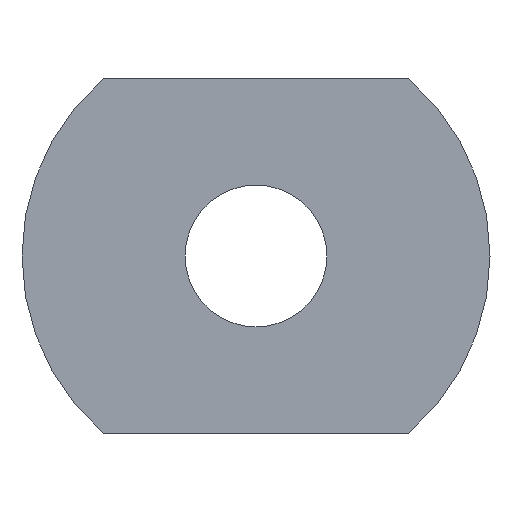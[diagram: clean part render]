
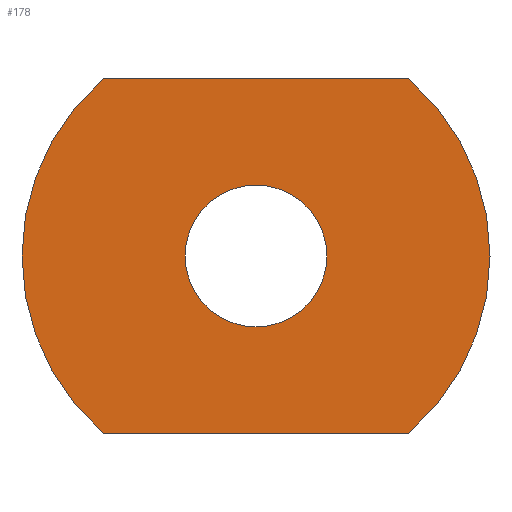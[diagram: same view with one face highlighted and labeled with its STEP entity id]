
A CAD part, left-side view. The second image highlights one B-rep face of the part: STEP entity #178.
In plain terms, the highlighted planar face has unit normal (-1, 0, 0).
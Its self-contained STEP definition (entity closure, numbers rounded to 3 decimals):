
#22 = VERTEX_POINT('',#23);
#23 = CARTESIAN_POINT('',(-25.,-2.154,2.5));
#41 = VERTEX_POINT('',#42);
#42 = CARTESIAN_POINT('',(-25.,-2.154,-2.5));
#48 = EDGE_CURVE('',#22,#41,#49,.T.);
#49 = CIRCLE('',#50,3.3);
#50 = AXIS2_PLACEMENT_3D('',#51,#52,#53);
#51 = CARTESIAN_POINT('',(-25.,0.,0.));
#52 = DIRECTION('',(1.,0.,0.));
#53 = DIRECTION('',(0.,1.,0.));
#73 = VERTEX_POINT('',#74);
#74 = CARTESIAN_POINT('',(-25.,2.154,-2.5));
#80 = EDGE_CURVE('',#41,#73,#81,.T.);
#81 = LINE('',#82,#83);
#82 = CARTESIAN_POINT('',(-25.,-2.154,-2.5));
#83 = VECTOR('',#84,1.);
#84 = DIRECTION('',(0.,1.,0.));
#105 = VERTEX_POINT('',#106);
#106 = CARTESIAN_POINT('',(-25.,2.154,2.5));
#112 = EDGE_CURVE('',#73,#105,#113,.T.);
#113 = CIRCLE('',#114,3.3);
#114 = AXIS2_PLACEMENT_3D('',#115,#116,#117);
#115 = CARTESIAN_POINT('',(-25.,0.,0.));
#116 = DIRECTION('',(1.,0.,0.));
#117 = DIRECTION('',(0.,1.,0.));
#135 = EDGE_CURVE('',#22,#105,#136,.T.);
#136 = LINE('',#137,#138);
#137 = CARTESIAN_POINT('',(-25.,-2.154,2.5));
#138 = VECTOR('',#139,1.);
#139 = DIRECTION('',(0.,1.,0.));
#150 = VERTEX_POINT('',#151);
#151 = CARTESIAN_POINT('',(-25.,1.,0.));
#167 = EDGE_CURVE('',#150,#150,#168,.T.);
#168 = CIRCLE('',#169,1.);
#169 = AXIS2_PLACEMENT_3D('',#170,#171,#172);
#170 = CARTESIAN_POINT('',(-25.,0.,0.));
#171 = DIRECTION('',(1.,0.,0.));
#172 = DIRECTION('',(0.,1.,0.));
#178 = ADVANCED_FACE('',(#179,#185),#188,.F.);
#179 = FACE_BOUND('',#180,.F.);
#180 = EDGE_LOOP('',(#181,#182,#183,#184));
#181 = ORIENTED_EDGE('',*,*,#48,.T.);
#182 = ORIENTED_EDGE('',*,*,#80,.T.);
#183 = ORIENTED_EDGE('',*,*,#112,.T.);
#184 = ORIENTED_EDGE('',*,*,#135,.F.);
#185 = FACE_BOUND('',#186,.T.);
#186 = EDGE_LOOP('',(#187));
#187 = ORIENTED_EDGE('',*,*,#167,.T.);
#188 = PLANE('',#189);
#189 = AXIS2_PLACEMENT_3D('',#190,#191,#192);
#190 = CARTESIAN_POINT('',(-25.,0.,0.));
#191 = DIRECTION('',(1.,0.,0.));
#192 = DIRECTION('',(0.,0.,1.));
